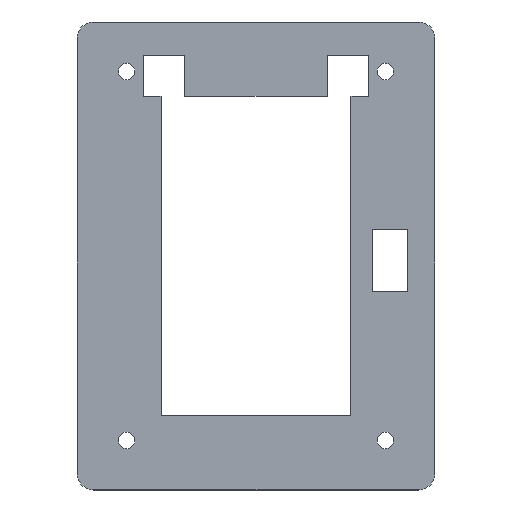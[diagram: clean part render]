
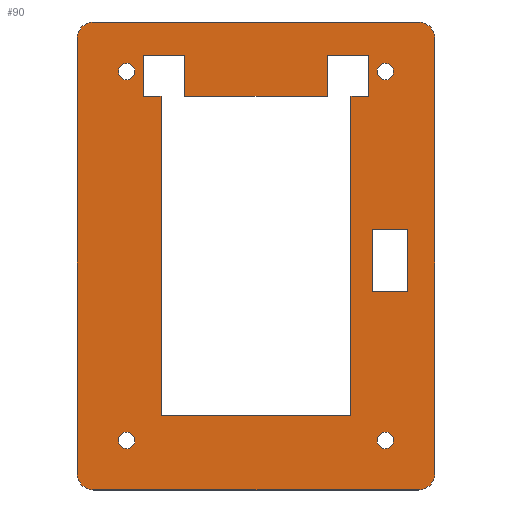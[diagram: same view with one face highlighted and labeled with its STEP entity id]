
A CAD part, top view. The second image highlights one B-rep face of the part: STEP entity #90.
In plain terms, the highlighted planar face has unit normal (0, 0, 1).
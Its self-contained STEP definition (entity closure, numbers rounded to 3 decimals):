
#24 = VERTEX_POINT('',#25);
#25 = CARTESIAN_POINT('',(-32.501,-39.5,1.5));
#40 = VERTEX_POINT('',#41);
#41 = CARTESIAN_POINT('',(-32.501,39.5,1.5));
#47 = EDGE_CURVE('',#24,#40,#48,.T.);
#48 = LINE('',#49,#50);
#49 = CARTESIAN_POINT('',(-32.5,-42.5,1.5));
#50 = VECTOR('',#51,1.);
#51 = DIRECTION('',(0.,1.,0.));
#72 = VERTEX_POINT('',#73);
#73 = CARTESIAN_POINT('',(-29.5,-42.501,1.5));
#79 = EDGE_CURVE('',#72,#24,#80,.T.);
#80 = CIRCLE('',#81,3.);
#81 = AXIS2_PLACEMENT_3D('',#82,#83,#84);
#82 = CARTESIAN_POINT('',(-29.5,-39.5,1.5));
#83 = DIRECTION('',(0.,0.,-1.));
#84 = DIRECTION('',(0.,-1.,0.));
#90 = ADVANCED_FACE('',(#91,#144,#155,#166,#200,#298,#309),#320,.T.);
#91 = FACE_BOUND('',#92,.T.);
#92 = EDGE_LOOP('',(#93,#94,#95,#103,#112,#120,#129,#137));
#93 = ORIENTED_EDGE('',*,*,#47,.F.);
#94 = ORIENTED_EDGE('',*,*,#79,.F.);
#95 = ORIENTED_EDGE('',*,*,#96,.T.);
#96 = EDGE_CURVE('',#72,#97,#99,.T.);
#97 = VERTEX_POINT('',#98);
#98 = CARTESIAN_POINT('',(29.5,-42.501,1.5));
#99 = LINE('',#100,#101);
#100 = CARTESIAN_POINT('',(-32.5,-42.5,1.5));
#101 = VECTOR('',#102,1.);
#102 = DIRECTION('',(1.,0.,0.));
#103 = ORIENTED_EDGE('',*,*,#104,.F.);
#104 = EDGE_CURVE('',#105,#97,#107,.T.);
#105 = VERTEX_POINT('',#106);
#106 = CARTESIAN_POINT('',(32.501,-39.5,1.5));
#107 = CIRCLE('',#108,3.);
#108 = AXIS2_PLACEMENT_3D('',#109,#110,#111);
#109 = CARTESIAN_POINT('',(29.5,-39.5,1.5));
#110 = DIRECTION('',(0.,0.,-1.));
#111 = DIRECTION('',(1.,0.,0.));
#112 = ORIENTED_EDGE('',*,*,#113,.T.);
#113 = EDGE_CURVE('',#105,#114,#116,.T.);
#114 = VERTEX_POINT('',#115);
#115 = CARTESIAN_POINT('',(32.501,39.5,1.5));
#116 = LINE('',#117,#118);
#117 = CARTESIAN_POINT('',(32.5,-42.5,1.5));
#118 = VECTOR('',#119,1.);
#119 = DIRECTION('',(0.,1.,0.));
#120 = ORIENTED_EDGE('',*,*,#121,.F.);
#121 = EDGE_CURVE('',#122,#114,#124,.T.);
#122 = VERTEX_POINT('',#123);
#123 = CARTESIAN_POINT('',(29.5,42.501,1.5));
#124 = CIRCLE('',#125,3.);
#125 = AXIS2_PLACEMENT_3D('',#126,#127,#128);
#126 = CARTESIAN_POINT('',(29.5,39.5,1.5));
#127 = DIRECTION('',(0.,0.,-1.));
#128 = DIRECTION('',(1.,0.,0.));
#129 = ORIENTED_EDGE('',*,*,#130,.F.);
#130 = EDGE_CURVE('',#131,#122,#133,.T.);
#131 = VERTEX_POINT('',#132);
#132 = CARTESIAN_POINT('',(-29.5,42.501,1.5));
#133 = LINE('',#134,#135);
#134 = CARTESIAN_POINT('',(-32.5,42.5,1.5));
#135 = VECTOR('',#136,1.);
#136 = DIRECTION('',(1.,0.,0.));
#137 = ORIENTED_EDGE('',*,*,#138,.F.);
#138 = EDGE_CURVE('',#40,#131,#139,.T.);
#139 = CIRCLE('',#140,3.);
#140 = AXIS2_PLACEMENT_3D('',#141,#142,#143);
#141 = CARTESIAN_POINT('',(-29.5,39.5,1.5));
#142 = DIRECTION('',(0.,0.,-1.));
#143 = DIRECTION('',(-1.,-0.,-0.));
#144 = FACE_BOUND('',#145,.T.);
#145 = EDGE_LOOP('',(#146));
#146 = ORIENTED_EDGE('',*,*,#147,.T.);
#147 = EDGE_CURVE('',#148,#148,#150,.T.);
#148 = VERTEX_POINT('',#149);
#149 = CARTESIAN_POINT('',(-22.,-33.5,1.5));
#150 = CIRCLE('',#151,1.5);
#151 = AXIS2_PLACEMENT_3D('',#152,#153,#154);
#152 = CARTESIAN_POINT('',(-23.5,-33.5,1.5));
#153 = DIRECTION('',(0.,0.,-1.));
#154 = DIRECTION('',(1.,0.,0.));
#155 = FACE_BOUND('',#156,.T.);
#156 = EDGE_LOOP('',(#157));
#157 = ORIENTED_EDGE('',*,*,#158,.T.);
#158 = EDGE_CURVE('',#159,#159,#161,.T.);
#159 = VERTEX_POINT('',#160);
#160 = CARTESIAN_POINT('',(25.,-33.5,1.5));
#161 = CIRCLE('',#162,1.5);
#162 = AXIS2_PLACEMENT_3D('',#163,#164,#165);
#163 = CARTESIAN_POINT('',(23.5,-33.5,1.5));
#164 = DIRECTION('',(0.,0.,-1.));
#165 = DIRECTION('',(1.,0.,0.));
#166 = FACE_BOUND('',#167,.T.);
#167 = EDGE_LOOP('',(#168,#178,#186,#194));
#168 = ORIENTED_EDGE('',*,*,#169,.T.);
#169 = EDGE_CURVE('',#170,#172,#174,.T.);
#170 = VERTEX_POINT('',#171);
#171 = CARTESIAN_POINT('',(27.5,-6.5,1.5));
#172 = VERTEX_POINT('',#173);
#173 = CARTESIAN_POINT('',(21.1,-6.5,1.5));
#174 = LINE('',#175,#176);
#175 = CARTESIAN_POINT('',(-5.7,-6.5,1.5));
#176 = VECTOR('',#177,1.);
#177 = DIRECTION('',(-1.,0.,0.));
#178 = ORIENTED_EDGE('',*,*,#179,.T.);
#179 = EDGE_CURVE('',#172,#180,#182,.T.);
#180 = VERTEX_POINT('',#181);
#181 = CARTESIAN_POINT('',(21.1,4.8,1.5));
#182 = LINE('',#183,#184);
#183 = CARTESIAN_POINT('',(21.1,-24.5,1.5));
#184 = VECTOR('',#185,1.);
#185 = DIRECTION('',(0.,1.,0.));
#186 = ORIENTED_EDGE('',*,*,#187,.F.);
#187 = EDGE_CURVE('',#188,#180,#190,.T.);
#188 = VERTEX_POINT('',#189);
#189 = CARTESIAN_POINT('',(27.5,4.8,1.5));
#190 = LINE('',#191,#192);
#191 = CARTESIAN_POINT('',(-5.7,4.8,1.5));
#192 = VECTOR('',#193,1.);
#193 = DIRECTION('',(-1.,0.,0.));
#194 = ORIENTED_EDGE('',*,*,#195,.F.);
#195 = EDGE_CURVE('',#170,#188,#196,.T.);
#196 = LINE('',#197,#198);
#197 = CARTESIAN_POINT('',(27.5,-24.5,1.5));
#198 = VECTOR('',#199,1.);
#199 = DIRECTION('',(0.,1.,0.));
#200 = FACE_BOUND('',#201,.T.);
#201 = EDGE_LOOP('',(#202,#212,#220,#228,#236,#244,#252,#260,#268,#276,
    #284,#292));
#202 = ORIENTED_EDGE('',*,*,#203,.T.);
#203 = EDGE_CURVE('',#204,#206,#208,.T.);
#204 = VERTEX_POINT('',#205);
#205 = CARTESIAN_POINT('',(17.25,-29.,1.5));
#206 = VERTEX_POINT('',#207);
#207 = CARTESIAN_POINT('',(-17.25,-29.,1.5));
#208 = LINE('',#209,#210);
#209 = CARTESIAN_POINT('',(-24.875,-29.,1.5));
#210 = VECTOR('',#211,1.);
#211 = DIRECTION('',(-1.,0.,0.));
#212 = ORIENTED_EDGE('',*,*,#213,.T.);
#213 = EDGE_CURVE('',#206,#214,#216,.T.);
#214 = VERTEX_POINT('',#215);
#215 = CARTESIAN_POINT('',(-17.25,29.,1.5));
#216 = LINE('',#217,#218);
#217 = CARTESIAN_POINT('',(-17.25,-35.75,1.5));
#218 = VECTOR('',#219,1.);
#219 = DIRECTION('',(0.,1.,0.));
#220 = ORIENTED_EDGE('',*,*,#221,.T.);
#221 = EDGE_CURVE('',#214,#222,#224,.T.);
#222 = VERTEX_POINT('',#223);
#223 = CARTESIAN_POINT('',(-20.45,28.99,1.5));
#224 = LINE('',#225,#226);
#225 = CARTESIAN_POINT('',(-26.475,28.99,1.5));
#226 = VECTOR('',#227,1.);
#227 = DIRECTION('',(-1.,0.,0.));
#228 = ORIENTED_EDGE('',*,*,#229,.T.);
#229 = EDGE_CURVE('',#222,#230,#232,.T.);
#230 = VERTEX_POINT('',#231);
#231 = CARTESIAN_POINT('',(-20.45,36.49,1.5));
#232 = LINE('',#233,#234);
#233 = CARTESIAN_POINT('',(-20.45,-6.755,1.5));
#234 = VECTOR('',#235,1.);
#235 = DIRECTION('',(0.,1.,0.));
#236 = ORIENTED_EDGE('',*,*,#237,.F.);
#237 = EDGE_CURVE('',#238,#230,#240,.T.);
#238 = VERTEX_POINT('',#239);
#239 = CARTESIAN_POINT('',(-12.95,36.49,1.5));
#240 = LINE('',#241,#242);
#241 = CARTESIAN_POINT('',(-26.475,36.49,1.5));
#242 = VECTOR('',#243,1.);
#243 = DIRECTION('',(-1.,0.,0.));
#244 = ORIENTED_EDGE('',*,*,#245,.F.);
#245 = EDGE_CURVE('',#246,#238,#248,.T.);
#246 = VERTEX_POINT('',#247);
#247 = CARTESIAN_POINT('',(-12.95,28.99,1.5));
#248 = LINE('',#249,#250);
#249 = CARTESIAN_POINT('',(-12.95,-6.755,1.5));
#250 = VECTOR('',#251,1.);
#251 = DIRECTION('',(0.,1.,0.));
#252 = ORIENTED_EDGE('',*,*,#253,.F.);
#253 = EDGE_CURVE('',#254,#246,#256,.T.);
#254 = VERTEX_POINT('',#255);
#255 = CARTESIAN_POINT('',(12.95,28.99,1.5));
#256 = LINE('',#257,#258);
#257 = CARTESIAN_POINT('',(-24.875,29.,1.5));
#258 = VECTOR('',#259,1.);
#259 = DIRECTION('',(-1.,0.,0.));
#260 = ORIENTED_EDGE('',*,*,#261,.T.);
#261 = EDGE_CURVE('',#254,#262,#264,.T.);
#262 = VERTEX_POINT('',#263);
#263 = CARTESIAN_POINT('',(12.95,36.49,1.5));
#264 = LINE('',#265,#266);
#265 = CARTESIAN_POINT('',(12.95,-6.755,1.5));
#266 = VECTOR('',#267,1.);
#267 = DIRECTION('',(0.,1.,0.));
#268 = ORIENTED_EDGE('',*,*,#269,.F.);
#269 = EDGE_CURVE('',#270,#262,#272,.T.);
#270 = VERTEX_POINT('',#271);
#271 = CARTESIAN_POINT('',(20.45,36.49,1.5));
#272 = LINE('',#273,#274);
#273 = CARTESIAN_POINT('',(-9.775,36.49,1.5));
#274 = VECTOR('',#275,1.);
#275 = DIRECTION('',(-1.,0.,0.));
#276 = ORIENTED_EDGE('',*,*,#277,.F.);
#277 = EDGE_CURVE('',#278,#270,#280,.T.);
#278 = VERTEX_POINT('',#279);
#279 = CARTESIAN_POINT('',(20.45,28.99,1.5));
#280 = LINE('',#281,#282);
#281 = CARTESIAN_POINT('',(20.45,-6.755,1.5));
#282 = VECTOR('',#283,1.);
#283 = DIRECTION('',(0.,1.,0.));
#284 = ORIENTED_EDGE('',*,*,#285,.T.);
#285 = EDGE_CURVE('',#278,#286,#288,.T.);
#286 = VERTEX_POINT('',#287);
#287 = CARTESIAN_POINT('',(17.25,29.,1.5));
#288 = LINE('',#289,#290);
#289 = CARTESIAN_POINT('',(-9.775,28.99,1.5));
#290 = VECTOR('',#291,1.);
#291 = DIRECTION('',(-1.,0.,0.));
#292 = ORIENTED_EDGE('',*,*,#293,.F.);
#293 = EDGE_CURVE('',#204,#286,#294,.T.);
#294 = LINE('',#295,#296);
#295 = CARTESIAN_POINT('',(17.25,-35.75,1.5));
#296 = VECTOR('',#297,1.);
#297 = DIRECTION('',(0.,1.,0.));
#298 = FACE_BOUND('',#299,.T.);
#299 = EDGE_LOOP('',(#300));
#300 = ORIENTED_EDGE('',*,*,#301,.T.);
#301 = EDGE_CURVE('',#302,#302,#304,.T.);
#302 = VERTEX_POINT('',#303);
#303 = CARTESIAN_POINT('',(-22.,33.5,1.5));
#304 = CIRCLE('',#305,1.5);
#305 = AXIS2_PLACEMENT_3D('',#306,#307,#308);
#306 = CARTESIAN_POINT('',(-23.5,33.5,1.5));
#307 = DIRECTION('',(0.,0.,-1.));
#308 = DIRECTION('',(1.,0.,0.));
#309 = FACE_BOUND('',#310,.T.);
#310 = EDGE_LOOP('',(#311));
#311 = ORIENTED_EDGE('',*,*,#312,.T.);
#312 = EDGE_CURVE('',#313,#313,#315,.T.);
#313 = VERTEX_POINT('',#314);
#314 = CARTESIAN_POINT('',(25.,33.5,1.5));
#315 = CIRCLE('',#316,1.5);
#316 = AXIS2_PLACEMENT_3D('',#317,#318,#319);
#317 = CARTESIAN_POINT('',(23.5,33.5,1.5));
#318 = DIRECTION('',(0.,0.,-1.));
#319 = DIRECTION('',(1.,0.,0.));
#320 = PLANE('',#321);
#321 = AXIS2_PLACEMENT_3D('',#322,#323,#324);
#322 = CARTESIAN_POINT('',(-32.5,-42.5,1.5));
#323 = DIRECTION('',(0.,0.,1.));
#324 = DIRECTION('',(1.,0.,0.));
